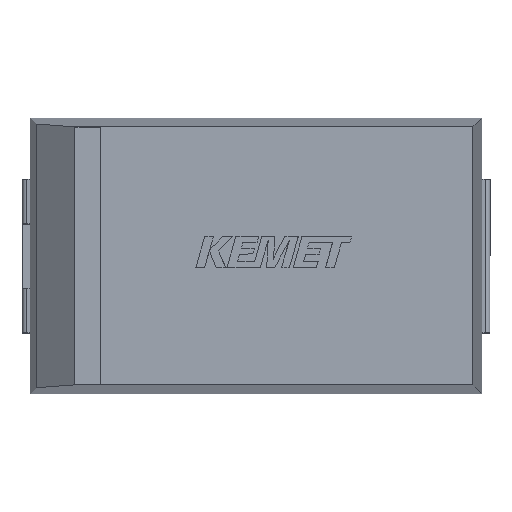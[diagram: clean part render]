
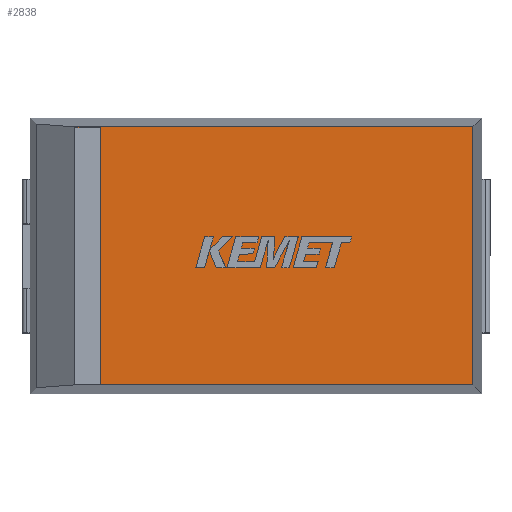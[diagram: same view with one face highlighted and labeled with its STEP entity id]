
A CAD part, top view. The second image highlights one B-rep face of the part: STEP entity #2838.
In plain terms, the highlighted face is planar.
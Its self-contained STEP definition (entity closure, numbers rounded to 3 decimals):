
#231=FACE_OUTER_BOUND('',#384,.T.);
#384=EDGE_LOOP('',(#1848,#1849,#1850,#1851));
#547=LINE('',#3826,#840);
#551=LINE('',#3834,#844);
#556=LINE('',#3844,#849);
#559=LINE('',#3848,#852);
#840=VECTOR('',#3284,1000.);
#844=VECTOR('',#3290,1000.);
#849=VECTOR('',#3299,1000.);
#852=VECTOR('',#3304,1000.);
#1125=VERTEX_POINT('',#3823);
#1126=VERTEX_POINT('',#3825);
#1129=VERTEX_POINT('',#3832);
#1132=VERTEX_POINT('',#3843);
#1403=EDGE_CURVE('',#1126,#1125,#547,.T.);
#1407=EDGE_CURVE('',#1125,#1129,#551,.T.);
#1412=EDGE_CURVE('',#1132,#1126,#556,.T.);
#1415=EDGE_CURVE('',#1129,#1132,#559,.T.);
#1848=ORIENTED_EDGE('',*,*,#1407,.T.);
#1849=ORIENTED_EDGE('',*,*,#1415,.T.);
#1850=ORIENTED_EDGE('',*,*,#1412,.T.);
#1851=ORIENTED_EDGE('',*,*,#1403,.T.);
#2607=PLANE('',#3124);
#2838=ADVANCED_FACE('',(#231),#2607,.T.);
#3124=AXIS2_PLACEMENT_3D('',#3847,#3302,#3303);
#3284=DIRECTION('',(0.,0.,-1.));
#3290=DIRECTION('',(-1.,0.,0.));
#3299=DIRECTION('',(1.,0.,0.));
#3302=DIRECTION('center_axis',(0.,1.,0.));
#3303=DIRECTION('ref_axis',(-1.,0.,0.));
#3304=DIRECTION('',(0.,0.,1.));
#3823=CARTESIAN_POINT('',(6.348,5.111,2.162));
#3825=CARTESIAN_POINT('',(6.348,5.111,6.187));
#3826=CARTESIAN_POINT('',(6.348,5.111,1.875));
#3832=CARTESIAN_POINT('',(0.133,5.111,2.162));
#3834=CARTESIAN_POINT('',(-0.704,5.111,2.162));
#3843=CARTESIAN_POINT('',(0.133,5.111,6.187));
#3844=CARTESIAN_POINT('',(-0.704,5.111,6.187));
#3847=CARTESIAN_POINT('Origin',(2.966,5.111,4.175));
#3848=CARTESIAN_POINT('',(0.133,5.111,6.337));
